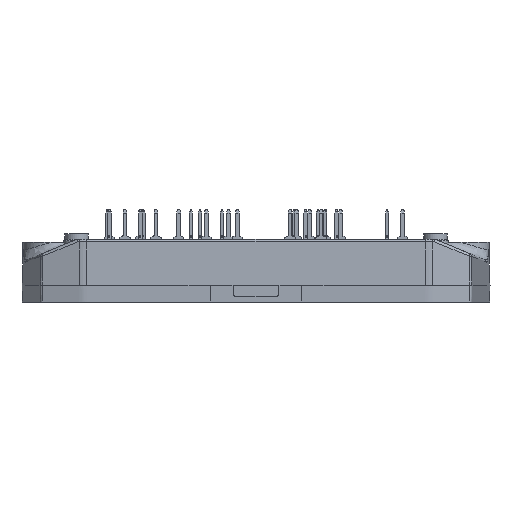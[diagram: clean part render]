
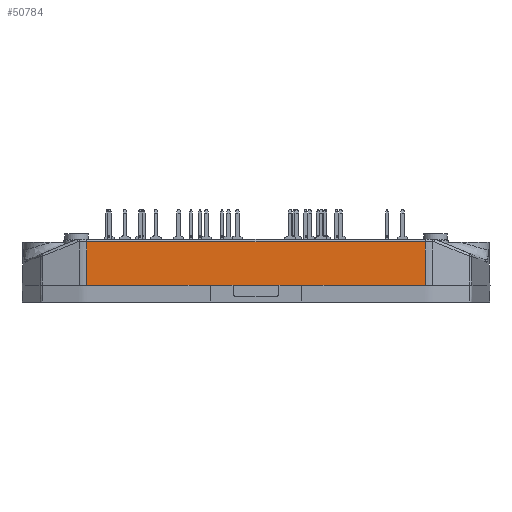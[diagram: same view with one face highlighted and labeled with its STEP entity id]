
A CAD part, front view. The second image highlights one B-rep face of the part: STEP entity #50784.
In plain terms, the highlighted planar face has unit normal (0, -1, 0.026).
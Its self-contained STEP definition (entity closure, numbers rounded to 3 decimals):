
#2359=LINE('',#73805,#5890);
#2363=LINE('',#73815,#5894);
#2561=LINE('',#75680,#6092);
#2599=LINE('',#76008,#6130);
#2602=LINE('',#76014,#6133);
#2709=LINE('',#76926,#6240);
#2714=LINE('',#76936,#6245);
#2715=LINE('',#76937,#6246);
#2716=LINE('',#76938,#6247);
#2717=LINE('',#76940,#6248);
#5890=VECTOR('',#56880,1000.);
#5894=VECTOR('',#56888,1000.);
#6092=VECTOR('',#57584,1000.);
#6130=VECTOR('',#57700,1000.);
#6133=VECTOR('',#57705,1000.);
#6240=VECTOR('',#58048,1000.);
#6245=VECTOR('',#58061,1000.);
#6246=VECTOR('',#58062,1000.);
#6247=VECTOR('',#58063,1000.);
#6248=VECTOR('',#58064,1000.);
#12136=ORIENTED_EDGE('',*,*,#21593,.F.);
#12137=ORIENTED_EDGE('',*,*,#21590,.T.);
#12138=ORIENTED_EDGE('',*,*,#21818,.F.);
#12139=ORIENTED_EDGE('',*,*,#21096,.F.);
#12140=ORIENTED_EDGE('',*,*,#21101,.T.);
#12141=ORIENTED_EDGE('',*,*,#21519,.T.);
#12142=ORIENTED_EDGE('',*,*,#21819,.T.);
#12143=ORIENTED_EDGE('',*,*,#21813,.F.);
#12144=ORIENTED_EDGE('',*,*,#21820,.F.);
#12145=ORIENTED_EDGE('',*,*,#21821,.F.);
#21096=EDGE_CURVE('',#26362,#26358,#2359,.F.);
#21101=EDGE_CURVE('',#26362,#26367,#2363,.T.);
#21519=EDGE_CURVE('',#26367,#26633,#2561,.T.);
#21590=EDGE_CURVE('',#26678,#26674,#2599,.F.);
#21593=EDGE_CURVE('',#26678,#26682,#2602,.T.);
#21813=EDGE_CURVE('',#26824,#26497,#2709,.T.);
#21818=EDGE_CURVE('',#26358,#26674,#2714,.T.);
#21819=EDGE_CURVE('',#26633,#26497,#2715,.T.);
#21820=EDGE_CURVE('',#26826,#26824,#2716,.T.);
#21821=EDGE_CURVE('',#26682,#26826,#2717,.T.);
#26358=VERTEX_POINT('',#73791);
#26362=VERTEX_POINT('',#73803);
#26367=VERTEX_POINT('',#73814);
#26497=VERTEX_POINT('',#74680);
#26633=VERTEX_POINT('',#75679);
#26674=VERTEX_POINT('',#75993);
#26678=VERTEX_POINT('',#76005);
#26682=VERTEX_POINT('',#76015);
#26824=VERTEX_POINT('',#76925);
#26826=VERTEX_POINT('',#76939);
#31198=EDGE_LOOP('',(#12136,#12137,#12138,#12139,#12140,#12141,#12142,#12143,
#12144,#12145));
#33377=FACE_BOUND('',#31198,.T.);
#35133=PLANE('',#53035);
#50784=ADVANCED_FACE('',(#33377),#35133,.T.);
#53035=AXIS2_PLACEMENT_3D('',#76935,#58059,#58060);
#56880=DIRECTION('',(-0.006,-0.026,-1.));
#56888=DIRECTION('',(1.,0.,0.));
#57584=DIRECTION('',(1.,0.,0.));
#57700=DIRECTION('',(0.006,-0.026,-1.));
#57705=DIRECTION('',(-1.,0.,0.));
#58048=DIRECTION('',(-1.,0.,0.));
#58059=DIRECTION('',(0.,-1.,0.026));
#58060=DIRECTION('',(0.,0.026,1.));
#58061=DIRECTION('',(1.,0.,0.));
#58062=DIRECTION('',(1.,0.,0.));
#58063=DIRECTION('',(-1.,0.,0.));
#58064=DIRECTION('',(-1.,0.,0.));
#73791=CARTESIAN_POINT('',(-29.469,-30.58,9.533));
#73803=CARTESIAN_POINT('',(-29.513,-30.776,2.02));
#73805=CARTESIAN_POINT('',(-29.512,-30.775,2.087));
#73814=CARTESIAN_POINT('',(-29.513,-30.776,2.02));
#73815=CARTESIAN_POINT('',(-17.961,-30.776,2.02));
#74680=CARTESIAN_POINT('',(-4.,-30.776,2.02));
#75679=CARTESIAN_POINT('',(-8.,-30.776,2.02));
#75680=CARTESIAN_POINT('',(-17.961,-30.776,2.02));
#75993=CARTESIAN_POINT('',(29.469,-30.58,9.533));
#76005=CARTESIAN_POINT('',(29.513,-30.776,2.02));
#76008=CARTESIAN_POINT('',(29.512,-30.775,2.087));
#76014=CARTESIAN_POINT('',(17.961,-30.776,2.02));
#76015=CARTESIAN_POINT('',(29.513,-30.776,2.02));
#76925=CARTESIAN_POINT('',(4.,-30.776,2.02));
#76926=CARTESIAN_POINT('',(-17.961,-30.776,2.02));
#76935=CARTESIAN_POINT('',(17.961,-30.776,2.02));
#76936=CARTESIAN_POINT('',(27.533,-30.58,9.533));
#76937=CARTESIAN_POINT('',(-17.961,-30.776,2.02));
#76938=CARTESIAN_POINT('',(17.961,-30.776,2.02));
#76939=CARTESIAN_POINT('',(8.,-30.776,2.02));
#76940=CARTESIAN_POINT('',(17.961,-30.776,2.02));
